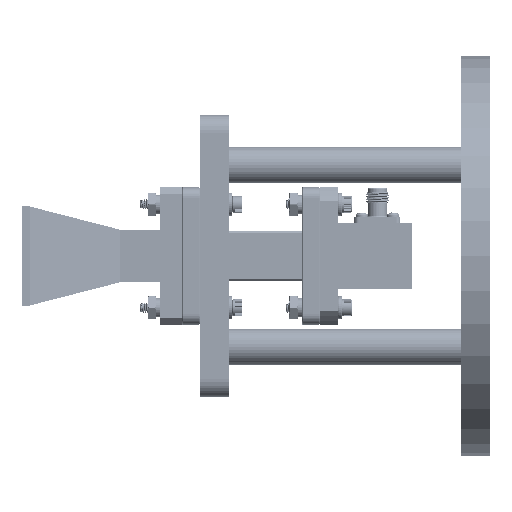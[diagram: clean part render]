
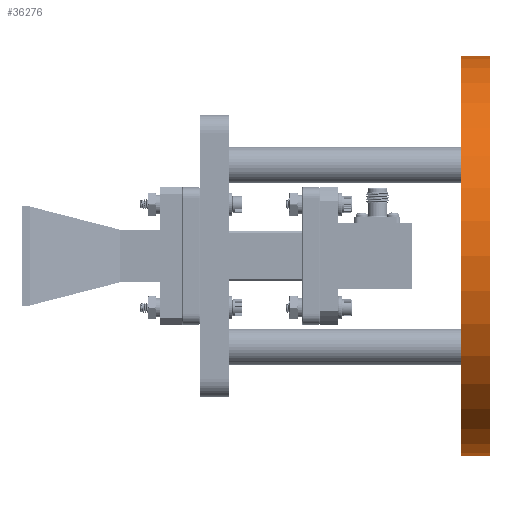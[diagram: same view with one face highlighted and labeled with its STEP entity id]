
A CAD part, left-side view. The second image highlights one B-rep face of the part: STEP entity #36276.
In plain terms, the highlighted cylindrical face has radius 55 mm (diameter 110 mm), a partial arc.
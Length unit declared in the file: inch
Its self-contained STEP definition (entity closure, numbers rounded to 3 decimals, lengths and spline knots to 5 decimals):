
#812 = DIRECTION ( 'NONE',  ( 0., 0., 1. ) ) ;
#6055 = LINE ( 'NONE', #38407, #39322 ) ;
#11802 = CYLINDRICAL_SURFACE ( 'NONE', #71571, 2.16535 ) ;
#12528 = LINE ( 'NONE', #48915, #61920 ) ;
#13999 = ORIENTED_EDGE ( 'NONE', *, *, #31664, .F. ) ;
#14140 = CIRCLE ( 'NONE', #36658, 2.16535 ) ;
#14699 = EDGE_CURVE ( 'NONE', #40505, #18270, #14140, .T. ) ;
#15058 = DIRECTION ( 'NONE',  ( 0., 0., -1. ) ) ;
#17106 = CARTESIAN_POINT ( 'NONE',  ( 0., 0., -2.16535 ) ) ;
#17280 = DIRECTION ( 'NONE',  ( 0., -1., 0. ) ) ;
#18140 = DIRECTION ( 'NONE',  ( 0., -1., 0. ) ) ;
#18270 = VERTEX_POINT ( 'NONE', #17106 ) ;
#19917 = VERTEX_POINT ( 'NONE', #36557 ) ;
#22221 = CARTESIAN_POINT ( 'NONE',  ( 0., 0., 2.16535 ) ) ;
#23138 = FACE_OUTER_BOUND ( 'NONE', #72534, .T. ) ;
#30521 = DIRECTION ( 'NONE',  ( 0., -1., 0. ) ) ;
#31169 = CARTESIAN_POINT ( 'NONE',  ( 0., 0.31496, 2.16535 ) ) ;
#31664 = EDGE_CURVE ( 'NONE', #57391, #19917, #67029, .T. ) ;
#36276 = ADVANCED_FACE ( 'NONE', ( #23138 ), #11802, .T. ) ;
#36557 = CARTESIAN_POINT ( 'NONE',  ( 0., 0.31496, -2.16535 ) ) ;
#36658 = AXIS2_PLACEMENT_3D ( 'NONE', #61860, #54449, #812 ) ;
#38407 = CARTESIAN_POINT ( 'NONE',  ( 0., 0.31496, 2.16535 ) ) ;
#38568 = DIRECTION ( 'NONE',  ( 0., 0., 1. ) ) ;
#39322 = VECTOR ( 'NONE', #18140, 39.37008 ) ;
#40505 = VERTEX_POINT ( 'NONE', #22221 ) ;
#42069 = EDGE_CURVE ( 'NONE', #19917, #18270, #12528, .T. ) ;
#43823 = ORIENTED_EDGE ( 'NONE', *, *, #14699, .T. ) ;
#47006 = AXIS2_PLACEMENT_3D ( 'NONE', #68295, #51449, #38568 ) ;
#48915 = CARTESIAN_POINT ( 'NONE',  ( 0., 0.31496, -2.16535 ) ) ;
#50475 = ORIENTED_EDGE ( 'NONE', *, *, #42069, .F. ) ;
#51449 = DIRECTION ( 'NONE',  ( 0., 1., 0. ) ) ;
#54449 = DIRECTION ( 'NONE',  ( 0., 1., 0. ) ) ;
#57391 = VERTEX_POINT ( 'NONE', #31169 ) ;
#61860 = CARTESIAN_POINT ( 'NONE',  ( 0., 0., 0. ) ) ;
#61920 = VECTOR ( 'NONE', #30521, 39.37008 ) ;
#67029 = CIRCLE ( 'NONE', #47006, 2.16535 ) ;
#68295 = CARTESIAN_POINT ( 'NONE',  ( 0., 0.31496, 0. ) ) ;
#70914 = CARTESIAN_POINT ( 'NONE',  ( 0., 0.31496, 0. ) ) ;
#71571 = AXIS2_PLACEMENT_3D ( 'NONE', #70914, #17280, #15058 ) ;
#72534 = EDGE_LOOP ( 'NONE', ( #13999, #73074, #43823, #50475 ) ) ;
#73074 = ORIENTED_EDGE ( 'NONE', *, *, #74693, .T. ) ;
#74693 = EDGE_CURVE ( 'NONE', #57391, #40505, #6055, .T. ) ;
